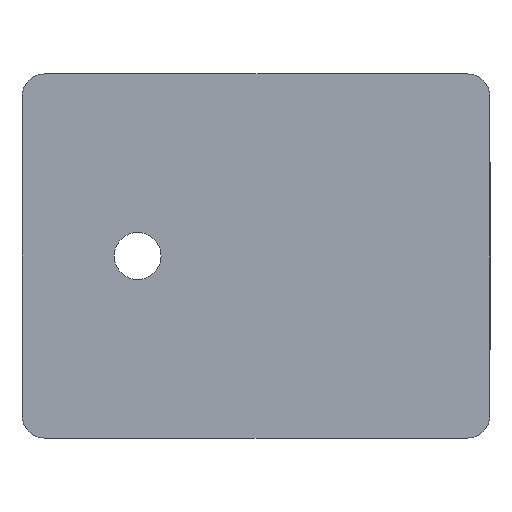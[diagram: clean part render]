
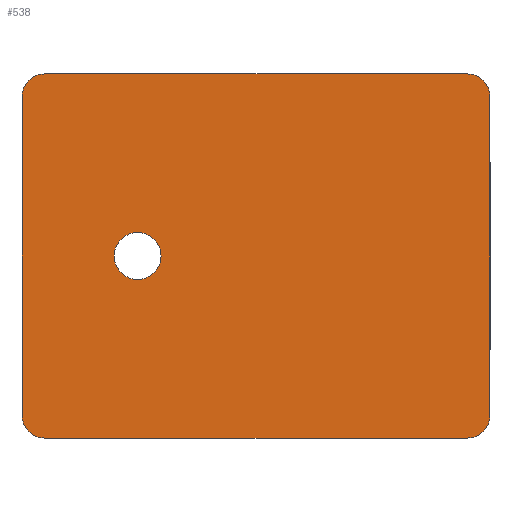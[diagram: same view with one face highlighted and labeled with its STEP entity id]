
A CAD part, front view. The second image highlights one B-rep face of the part: STEP entity #538.
In plain terms, the highlighted planar face has unit normal (0, -1, 0).
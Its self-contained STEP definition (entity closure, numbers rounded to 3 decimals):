
#16=FACE_BOUND('',#107,.T.);
#24=CIRCLE('',#579,5.);
#34=CIRCLE('',#595,4.85);
#35=CIRCLE('',#596,4.85);
#36=CIRCLE('',#597,4.85);
#37=CIRCLE('',#598,4.85);
#73=FACE_OUTER_BOUND('',#106,.T.);
#106=EDGE_LOOP('',(#392,#393,#394,#395,#396,#397,#398,#399));
#107=EDGE_LOOP('',(#400));
#153=LINE('',#864,#202);
#154=LINE('',#868,#203);
#155=LINE('',#872,#204);
#156=LINE('',#875,#205);
#202=VECTOR('',#695,10.);
#203=VECTOR('',#698,10.);
#204=VECTOR('',#701,10.);
#205=VECTOR('',#704,10.);
#242=VERTEX_POINT('',#825);
#256=VERTEX_POINT('',#860);
#257=VERTEX_POINT('',#861);
#258=VERTEX_POINT('',#863);
#259=VERTEX_POINT('',#865);
#260=VERTEX_POINT('',#867);
#261=VERTEX_POINT('',#869);
#262=VERTEX_POINT('',#871);
#263=VERTEX_POINT('',#873);
#296=EDGE_CURVE('',#242,#242,#24,.T.);
#311=EDGE_CURVE('',#256,#257,#34,.T.);
#312=EDGE_CURVE('',#257,#258,#153,.T.);
#313=EDGE_CURVE('',#258,#259,#35,.T.);
#314=EDGE_CURVE('',#259,#260,#154,.T.);
#315=EDGE_CURVE('',#260,#261,#36,.T.);
#316=EDGE_CURVE('',#261,#262,#155,.T.);
#317=EDGE_CURVE('',#262,#263,#37,.T.);
#318=EDGE_CURVE('',#263,#256,#156,.T.);
#392=ORIENTED_EDGE('',*,*,#311,.T.);
#393=ORIENTED_EDGE('',*,*,#312,.T.);
#394=ORIENTED_EDGE('',*,*,#313,.T.);
#395=ORIENTED_EDGE('',*,*,#314,.T.);
#396=ORIENTED_EDGE('',*,*,#315,.T.);
#397=ORIENTED_EDGE('',*,*,#316,.T.);
#398=ORIENTED_EDGE('',*,*,#317,.T.);
#399=ORIENTED_EDGE('',*,*,#318,.T.);
#400=ORIENTED_EDGE('',*,*,#296,.T.);
#518=PLANE('',#594);
#538=ADVANCED_FACE('',(#73,#16),#518,.F.);
#579=AXIS2_PLACEMENT_3D('',#826,#656,#657);
#594=AXIS2_PLACEMENT_3D('',#859,#691,#692);
#595=AXIS2_PLACEMENT_3D('',#862,#693,#694);
#596=AXIS2_PLACEMENT_3D('',#866,#696,#697);
#597=AXIS2_PLACEMENT_3D('',#870,#699,#700);
#598=AXIS2_PLACEMENT_3D('',#874,#702,#703);
#656=DIRECTION('center_axis',(0.,1.,0.));
#657=DIRECTION('ref_axis',(1.,0.,0.));
#691=DIRECTION('center_axis',(0.,1.,0.));
#692=DIRECTION('ref_axis',(1.,0.,0.));
#693=DIRECTION('center_axis',(0.,-1.,0.));
#694=DIRECTION('ref_axis',(1.,0.,0.));
#695=DIRECTION('',(1.,0.,0.));
#696=DIRECTION('center_axis',(0.,-1.,0.));
#697=DIRECTION('ref_axis',(1.,0.,0.));
#698=DIRECTION('',(0.,0.,1.));
#699=DIRECTION('center_axis',(0.,-1.,0.));
#700=DIRECTION('ref_axis',(1.,0.,0.));
#701=DIRECTION('',(-1.,0.,0.));
#702=DIRECTION('center_axis',(0.,-1.,0.));
#703=DIRECTION('ref_axis',(1.,0.,0.));
#704=DIRECTION('',(0.,0.,-1.));
#825=CARTESIAN_POINT('',(-30.2,-3.,0.));
#826=CARTESIAN_POINT('Origin',(-25.2,-3.,0.));
#859=CARTESIAN_POINT('Origin',(0.,-3.,0.));
#860=CARTESIAN_POINT('',(-49.8,-3.,-33.9));
#861=CARTESIAN_POINT('',(-44.95,-3.,-38.75));
#862=CARTESIAN_POINT('Origin',(-44.95,-3.,-33.9));
#863=CARTESIAN_POINT('',(44.95,-3.,-38.75));
#864=CARTESIAN_POINT('',(-49.8,-3.,-38.75));
#865=CARTESIAN_POINT('',(49.8,-3.,-33.9));
#866=CARTESIAN_POINT('Origin',(44.95,-3.,-33.9));
#867=CARTESIAN_POINT('',(49.8,-3.,33.9));
#868=CARTESIAN_POINT('',(49.8,-3.,-38.75));
#869=CARTESIAN_POINT('',(44.95,-3.,38.75));
#870=CARTESIAN_POINT('Origin',(44.95,-3.,33.9));
#871=CARTESIAN_POINT('',(-44.95,-3.,38.75));
#872=CARTESIAN_POINT('',(49.8,-3.,38.75));
#873=CARTESIAN_POINT('',(-49.8,-3.,33.9));
#874=CARTESIAN_POINT('Origin',(-44.95,-3.,33.9));
#875=CARTESIAN_POINT('',(-49.8,-3.,38.75));
